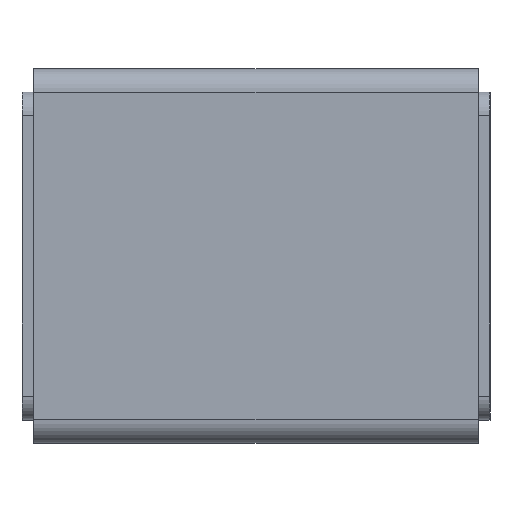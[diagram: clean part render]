
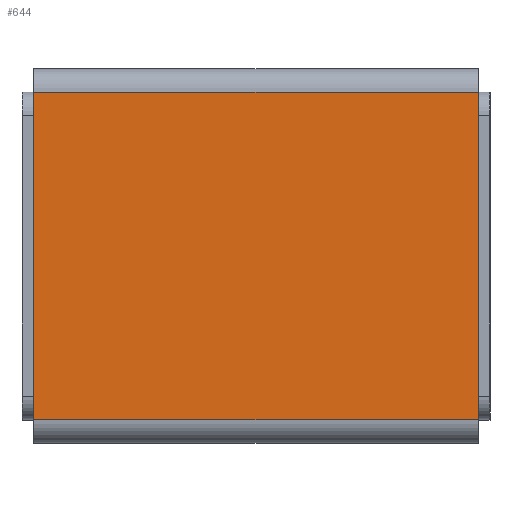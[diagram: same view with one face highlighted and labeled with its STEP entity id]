
A CAD part, top view. The second image highlights one B-rep face of the part: STEP entity #644.
In plain terms, the highlighted planar face has unit normal (0, 0, 1).
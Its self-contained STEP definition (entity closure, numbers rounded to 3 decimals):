
#33 = EDGE_CURVE ( 'NONE', #209, #208, #1249, .T. ) ;
#37 = ORIENTED_EDGE ( 'NONE', *, *, #806, .T. ) ;
#43 = CARTESIAN_POINT ( 'NONE',  ( 0.95, -0.7, 1. ) ) ;
#62 = DIRECTION ( 'NONE',  ( -1., 0., 0. ) ) ;
#64 = CARTESIAN_POINT ( 'NONE',  ( -1., 0.7, 1. ) ) ;
#117 = VECTOR ( 'NONE', #741, 1000. ) ;
#123 = ORIENTED_EDGE ( 'NONE', *, *, #33, .T. ) ;
#164 = CARTESIAN_POINT ( 'NONE',  ( -0.95, -0.7, 1. ) ) ;
#192 = DIRECTION ( 'NONE',  ( 0., -1., 0. ) ) ;
#208 = VERTEX_POINT ( 'NONE', #949 ) ;
#209 = VERTEX_POINT ( 'NONE', #359 ) ;
#305 = LINE ( 'NONE', #794, #1068 ) ;
#310 = VERTEX_POINT ( 'NONE', #43 ) ;
#347 = DIRECTION ( 'NONE',  ( 0., 1., 0. ) ) ;
#359 = CARTESIAN_POINT ( 'NONE',  ( 0.95, 0.7, 1. ) ) ;
#407 = ORIENTED_EDGE ( 'NONE', *, *, #1012, .F. ) ;
#438 = AXIS2_PLACEMENT_3D ( 'NONE', #942, #929, #62 ) ;
#592 = EDGE_LOOP ( 'NONE', ( #407, #123, #622, #37 ) ) ;
#622 = ORIENTED_EDGE ( 'NONE', *, *, #821, .F. ) ;
#644 = ADVANCED_FACE ( 'NONE', ( #1033 ), #725, .F. ) ;
#654 = CARTESIAN_POINT ( 'NONE',  ( -1., -0.7, 1. ) ) ;
#725 = PLANE ( 'NONE',  #438 ) ;
#741 = DIRECTION ( 'NONE',  ( -1., 0., 0. ) ) ;
#745 = VECTOR ( 'NONE', #347, 1000. ) ;
#756 = DIRECTION ( 'NONE',  ( 1., 0., 0. ) ) ;
#794 = CARTESIAN_POINT ( 'NONE',  ( 0.95, 0.8, 1. ) ) ;
#806 = EDGE_CURVE ( 'NONE', #1101, #310, #1254, .T. ) ;
#821 = EDGE_CURVE ( 'NONE', #1101, #208, #1144, .T. ) ;
#825 = VECTOR ( 'NONE', #756, 1000. ) ;
#929 = DIRECTION ( 'NONE',  ( 0., 0., -1. ) ) ;
#942 = CARTESIAN_POINT ( 'NONE',  ( -1., 0.7, 1. ) ) ;
#949 = CARTESIAN_POINT ( 'NONE',  ( -0.95, 0.7, 1. ) ) ;
#1012 = EDGE_CURVE ( 'NONE', #209, #310, #305, .T. ) ;
#1033 = FACE_OUTER_BOUND ( 'NONE', #592, .T. ) ;
#1068 = VECTOR ( 'NONE', #192, 1000. ) ;
#1101 = VERTEX_POINT ( 'NONE', #164 ) ;
#1144 = LINE ( 'NONE', #1150, #745 ) ;
#1150 = CARTESIAN_POINT ( 'NONE',  ( -0.95, 0.8, 1. ) ) ;
#1249 = LINE ( 'NONE', #64, #117 ) ;
#1254 = LINE ( 'NONE', #654, #825 ) ;
